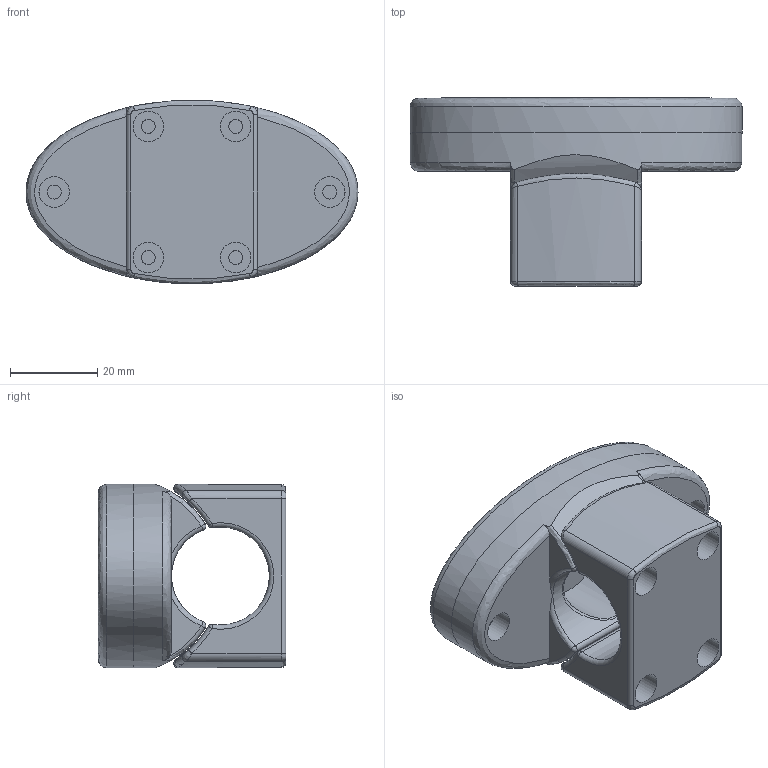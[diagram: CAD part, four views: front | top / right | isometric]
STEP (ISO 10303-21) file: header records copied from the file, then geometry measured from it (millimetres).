
FILE_DESCRIPTION(/* description */ (''),/* implementation_level */ '2;1');
FILE_NAME(/* name */ 'illuminated_d1_logo.step',/* time_stamp */ '2019-05-10T17:01:14+02:00',/* author */ (''),/* organization */ (''),/* preprocessor_version */ 'ST-DEVELOPER v18',/* originating_system */ 'Autodesk Translation Framework v8.2.0.1029',/* authorisation */ '');
FILE_SCHEMA (('AUTOMOTIVE_DESIGN { 1 0 10303 214 3 1 1 }'));
Length unit declared in the file: millimetre
Products named in the file (6): illuminated_d1_logo; translucent_logo; logo_holder; inner_d; logo_lid; logo_body
Assembly tree (5 placements, depth 2):
  illuminated_d1_logo
    translucent_logo
    logo_holder
    inner_d
    logo_lid
    logo_body
Bounding box: 76 x 43 x 42 mm (x, y, z)
Volume: 50407.4 mm3; surface area: 26669.4 mm2
Topology: 5 solids, 5 shells, 325 faces, 835 edges, 542 vertices
Faces by surface type: bspline 163, plane 79, cylinder 51, torus 18, sphere 14
Full cylindrical faces by diameter (mm): 3.2 x6, 3.8 x6, 7 x6, 33 x1
Entity records: 14918 total; most frequent: CARTESIAN_POINT 7802, ORIENTED_EDGE 1670, DIRECTION 1015, EDGE_CURVE 835, VERTEX_POINT 542, EDGE_LOOP 369, AXIS2_PLACEMENT_3D 350, B_SPLINE_CURVE_WITH_KNOTS 343
